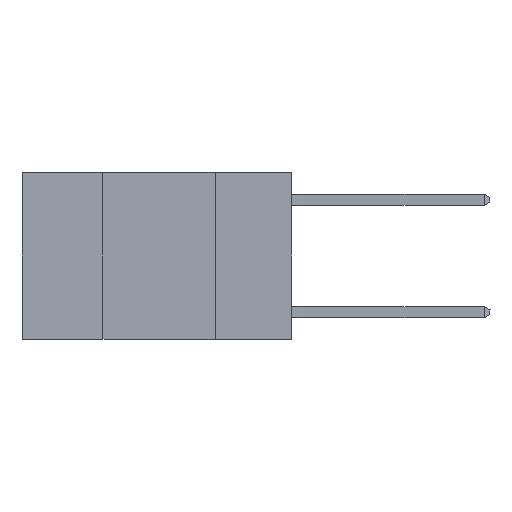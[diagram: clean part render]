
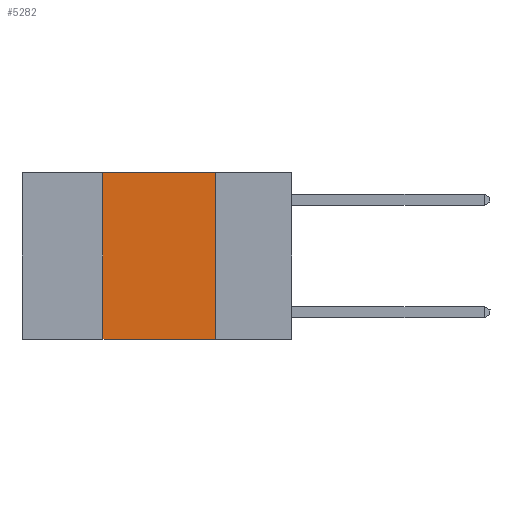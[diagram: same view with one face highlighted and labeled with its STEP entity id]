
A CAD part, left-side view. The second image highlights one B-rep face of the part: STEP entity #5282.
In plain terms, the highlighted planar face has unit normal (-1, 0, 0).
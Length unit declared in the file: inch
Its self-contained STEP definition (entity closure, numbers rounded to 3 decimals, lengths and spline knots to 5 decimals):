
#211 = CARTESIAN_POINT ( 'NONE',  ( 0., 0.42, 0. ) ) ;
#524 = CARTESIAN_POINT ( 'NONE',  ( 0., 0.6, 0. ) ) ;
#721 = EDGE_CURVE ( 'NONE', #12230, #994, #8020, .T. ) ;
#896 = LINE ( 'NONE', #2145, #5754 ) ;
#994 = VERTEX_POINT ( 'NONE', #1115 ) ;
#1021 = ORIENTED_EDGE ( 'NONE', *, *, #10431, .F. ) ;
#1115 = CARTESIAN_POINT ( 'NONE',  ( 0., 0.17, 0. ) ) ;
#1233 = ORIENTED_EDGE ( 'NONE', *, *, #721, .F. ) ;
#1451 = ORIENTED_EDGE ( 'NONE', *, *, #5708, .F. ) ;
#1798 = ORIENTED_EDGE ( 'NONE', *, *, #4405, .T. ) ;
#1962 = DIRECTION ( 'NONE',  ( 0., 0., -1. ) ) ;
#2145 = CARTESIAN_POINT ( 'NONE',  ( 0., 0.6, -0.37 ) ) ;
#2833 = LINE ( 'NONE', #5824, #11346 ) ;
#3111 = DIRECTION ( 'NONE',  ( 0., -1., 0. ) ) ;
#3123 = FACE_OUTER_BOUND ( 'NONE', #3260, .T. ) ;
#3260 = EDGE_LOOP ( 'NONE', ( #1021, #1233, #1451, #1798 ) ) ;
#3437 = DIRECTION ( 'NONE',  ( 1., 0., 0. ) ) ;
#4121 = DIRECTION ( 'NONE',  ( 0., 0., 1. ) ) ;
#4278 = CARTESIAN_POINT ( 'NONE',  ( 0., 0.17, -0.37 ) ) ;
#4405 = EDGE_CURVE ( 'NONE', #5268, #4529, #896, .T. ) ;
#4529 = VERTEX_POINT ( 'NONE', #4278 ) ;
#5227 = AXIS2_PLACEMENT_3D ( 'NONE', #524, #3437, #10413 ) ;
#5268 = VERTEX_POINT ( 'NONE', #9360 ) ;
#5282 = ADVANCED_FACE ( 'NONE', ( #3123 ), #7387, .F. ) ;
#5708 = EDGE_CURVE ( 'NONE', #5268, #12230, #6672, .T. ) ;
#5754 = VECTOR ( 'NONE', #3111, 39.37008 ) ;
#5824 = CARTESIAN_POINT ( 'NONE',  ( 0., 0.17, 0. ) ) ;
#6672 = LINE ( 'NONE', #211, #11041 ) ;
#7387 = PLANE ( 'NONE',  #5227 ) ;
#7557 = CARTESIAN_POINT ( 'NONE',  ( 0., 0.6, 0. ) ) ;
#7708 = VECTOR ( 'NONE', #10582, 39.37008 ) ;
#8020 = LINE ( 'NONE', #7557, #7708 ) ;
#9360 = CARTESIAN_POINT ( 'NONE',  ( 0., 0.42, -0.37 ) ) ;
#10413 = DIRECTION ( 'NONE',  ( 0., 0., -1. ) ) ;
#10431 = EDGE_CURVE ( 'NONE', #994, #4529, #2833, .T. ) ;
#10582 = DIRECTION ( 'NONE',  ( 0., -1., 0. ) ) ;
#10710 = CARTESIAN_POINT ( 'NONE',  ( 0., 0.42, 0. ) ) ;
#11041 = VECTOR ( 'NONE', #4121, 39.37008 ) ;
#11346 = VECTOR ( 'NONE', #1962, 39.37008 ) ;
#12230 = VERTEX_POINT ( 'NONE', #10710 ) ;
